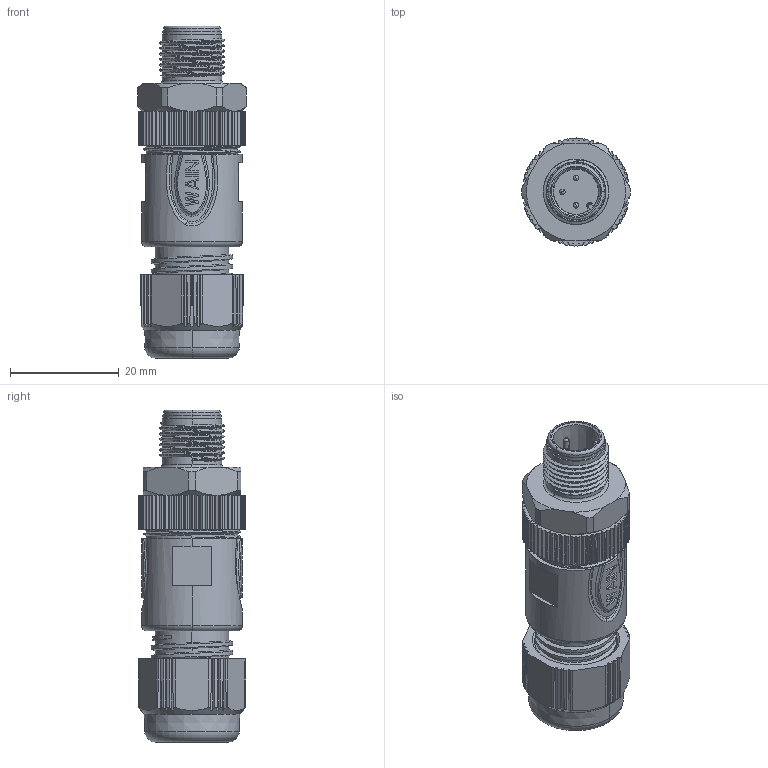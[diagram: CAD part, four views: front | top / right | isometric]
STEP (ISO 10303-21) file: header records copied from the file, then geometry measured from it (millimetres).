
FILE_DESCRIPTION((''),'2;1');
FILE_NAME('3D_1630034013002_M12S-M03A-T-D8','2020-12-29T',('cm.zhong'),(''),'PRO/ENGINEER BY PARAMETRIC TECHNOLOGY CORPORATION, 2012480','PRO/ENGINEER BY PARAMETRIC TECHNOLOGY CORPORATION, 2012480','');
FILE_SCHEMA(('CONFIG_CONTROL_DESIGN'));
Products named in the file (1): 3D_1630034013002_M12S-M03A-T-D8
Bounding box: 20 x 19.8 x 61 mm (x, y, z)
Volume: 9997.7 mm3; surface area: 10035.4 mm2
Topology: 1 solids, 1 shells, 843 faces, 2483 edges, 1651 vertices
Faces by surface type: plane 401, cylinder 231, cone 74, bspline 64, torus 57, extrusion 10, sphere 6
Entity records: 43244 total; most frequent: CARTESIAN_POINT 21508, ORIENTED_EDGE 4954, DIRECTION 4073, EDGE_CURVE 2477, VERTEX_POINT 1651, AXIS2_PLACEMENT_3D 1499, VECTOR 1075, LINE 1065
